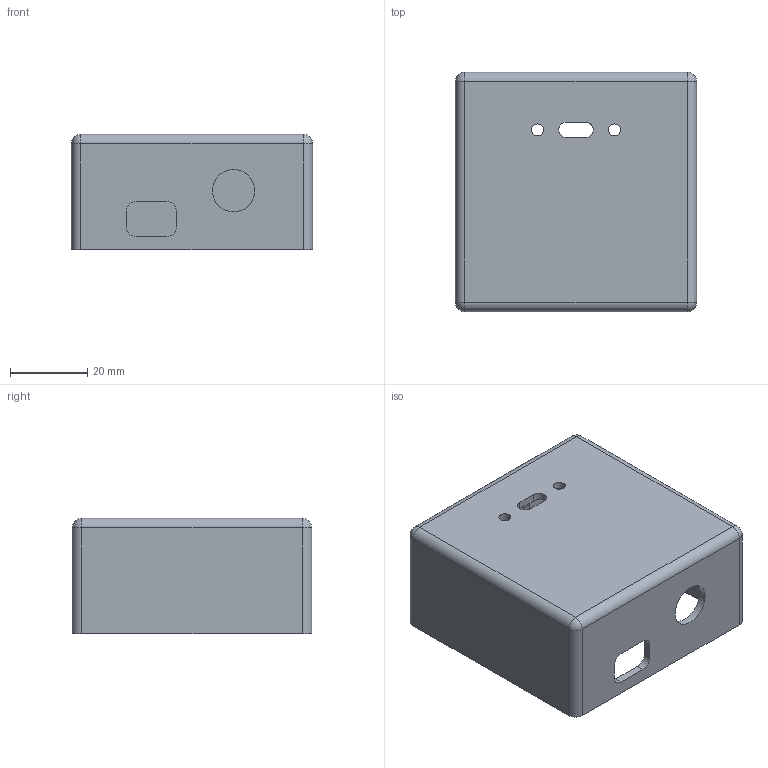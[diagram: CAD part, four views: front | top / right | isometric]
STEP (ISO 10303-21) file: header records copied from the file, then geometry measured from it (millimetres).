
FILE_DESCRIPTION(/* description */ (''),/* implementation_level */ '2;1');
FILE_NAME(/* name */ 'Box.step',/* time_stamp */ '2020-11-20T10:45:45+01:00',/* author */ (''),/* organization */ (''),/* preprocessor_version */ 'ST-DEVELOPER v18.1',/* originating_system */ 'Autodesk Translation Framework v9.3.0.1241',/* authorisation */ '');
FILE_SCHEMA (('AUTOMOTIVE_DESIGN { 1 0 10303 214 3 1 1 }'));
Length unit declared in the file: millimetre
Products named in the file (1): Box
Bounding box: 62.61 x 62.18 x 30 mm (x, y, z)
Volume: 20991 mm3; surface area: 21422.2 mm2
Topology: 1 solids, 1 shells, 68 faces, 173 edges, 110 vertices
Faces by surface type: plane 30, cylinder 30, torus 4, sphere 4
Full cylindrical faces by diameter (mm): 2.9 x4, 3.1 x2, 6 x4, 11 x1
Entity records: 2198 total; most frequent: CARTESIAN_POINT 453, DIRECTION 372, ORIENTED_EDGE 346, EDGE_CURVE 173, AXIS2_PLACEMENT_3D 143, VERTEX_POINT 110, LINE 86, VECTOR 86
